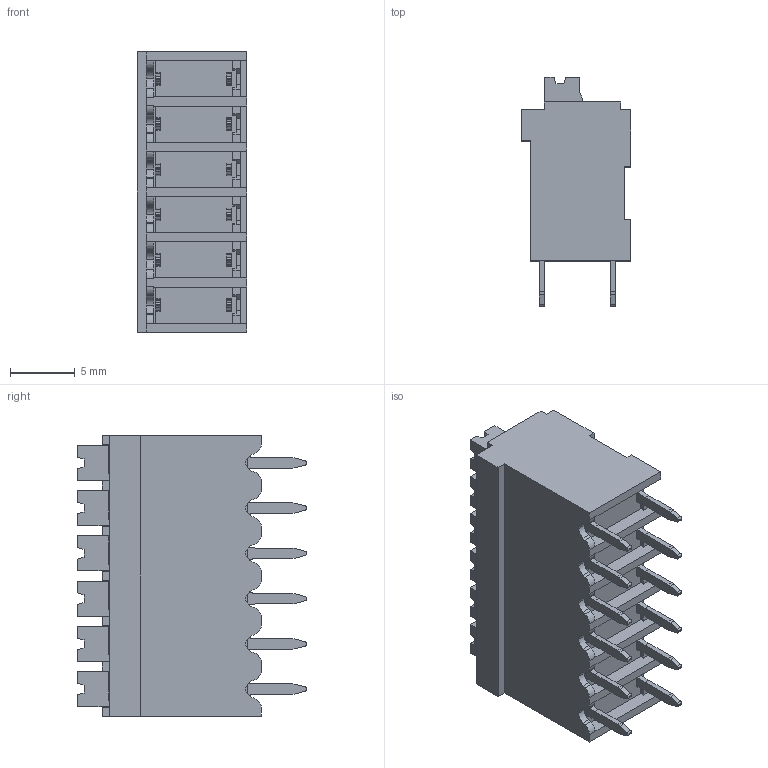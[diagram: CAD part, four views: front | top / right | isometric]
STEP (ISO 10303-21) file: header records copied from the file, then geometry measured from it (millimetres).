
FILE_DESCRIPTION (( 'STEP AP214' ), '1' );
FILE_NAME ('CUI_DEVICES_TBLH10V-350-06BK.step', '2019-11-18T01:10:47', ( '' ), ( '' ), 'SwSTEP 2.0', 'SolidWorks 2019', '' );
FILE_SCHEMA (( 'AUTOMOTIVE_DESIGN' ));
Length unit declared in the file: millimetre
Products named in the file (1): CUI_DEVICES_TBLH10V-350-06BK
Bounding box: 8.5 x 17.7 x 21.7 mm (x, y, z)
Volume: 1808.9 mm3; surface area: 2191.6 mm2
Topology: 19 solids, 19 shells, 778 faces, 2208 edges, 1456 vertices
Faces by surface type: plane 598, cylinder 156, cone 12, bspline 12
Entity records: 29078 total; most frequent: CARTESIAN_POINT 5160, ORIENTED_EDGE 4392, DIRECTION 3993, EDGE_CURVE 2196, VECTOR 1667, LINE 1667, VERTEX_POINT 1450, AXIS2_PLACEMENT_3D 1163
